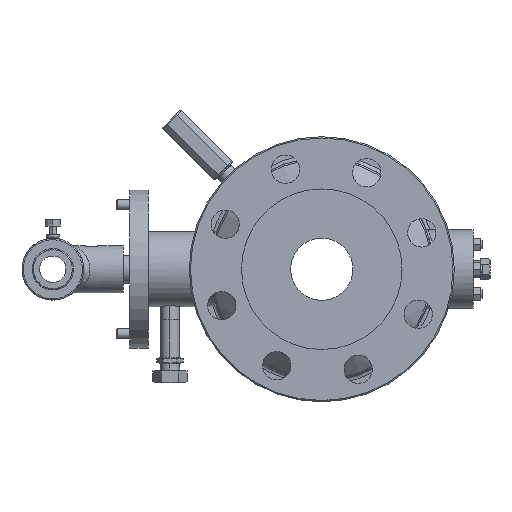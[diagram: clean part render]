
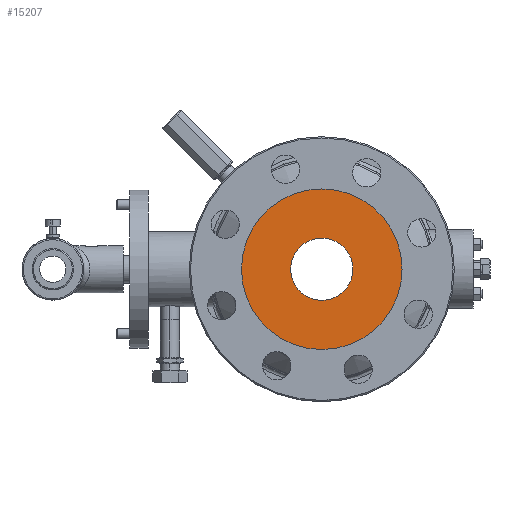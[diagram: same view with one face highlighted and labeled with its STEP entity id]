
A CAD part, left-side view. The second image highlights one B-rep face of the part: STEP entity #15207.
In plain terms, the highlighted planar face has unit normal (-1, 0, 0).
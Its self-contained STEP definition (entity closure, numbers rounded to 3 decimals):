
#531 = VERTEX_POINT ( 'NONE', #8261 ) ;
#731 = CIRCLE ( 'NONE', #17224, 24.6 ) ;
#1742 = DIRECTION ( 'NONE',  ( 0., 0., 1. ) ) ;
#1792 = CARTESIAN_POINT ( 'NONE',  ( -130.5, 0., 0. ) ) ;
#1960 = CARTESIAN_POINT ( 'NONE',  ( -130.5, 0., -63.5 ) ) ;
#4535 = DIRECTION ( 'NONE',  ( 0., 0., 1. ) ) ;
#5132 = PLANE ( 'NONE',  #9271 ) ;
#6100 = CIRCLE ( 'NONE', #20280, 63.5 ) ;
#6605 = DIRECTION ( 'NONE',  ( 0., 0., 1. ) ) ;
#6749 = CARTESIAN_POINT ( 'NONE',  ( -130.5, 0., 0. ) ) ;
#7698 = EDGE_CURVE ( 'NONE', #23876, #531, #731, .T. ) ;
#8261 = CARTESIAN_POINT ( 'NONE',  ( -130.5, 0., -24.6 ) ) ;
#8454 = VERTEX_POINT ( 'NONE', #1960 ) ;
#9271 = AXIS2_PLACEMENT_3D ( 'NONE', #21091, #11786, #27757 ) ;
#11160 = ORIENTED_EDGE ( 'NONE', *, *, #25155, .T. ) ;
#11786 = DIRECTION ( 'NONE',  ( -1., 0., 0. ) ) ;
#12299 = CIRCLE ( 'NONE', #13252, 24.6 ) ;
#12441 = EDGE_LOOP ( 'NONE', ( #14985, #22723 ) ) ;
#13252 = AXIS2_PLACEMENT_3D ( 'NONE', #1792, #17450, #28974 ) ;
#13615 = CIRCLE ( 'NONE', #21632, 63.5 ) ;
#13986 = CARTESIAN_POINT ( 'NONE',  ( -130.5, 0., 63.5 ) ) ;
#13998 = FACE_OUTER_BOUND ( 'NONE', #27880, .T. ) ;
#14985 = ORIENTED_EDGE ( 'NONE', *, *, #26992, .F. ) ;
#15112 = ORIENTED_EDGE ( 'NONE', *, *, #26011, .T. ) ;
#15207 = ADVANCED_FACE ( 'NONE', ( #13998, #23022 ), #5132, .T. ) ;
#17224 = AXIS2_PLACEMENT_3D ( 'NONE', #6749, #28796, #6605 ) ;
#17450 = DIRECTION ( 'NONE',  ( -1., 0., 0. ) ) ;
#18125 = CARTESIAN_POINT ( 'NONE',  ( -130.5, 0., 0. ) ) ;
#19946 = VERTEX_POINT ( 'NONE', #13986 ) ;
#20280 = AXIS2_PLACEMENT_3D ( 'NONE', #24188, #21975, #1742 ) ;
#21091 = CARTESIAN_POINT ( 'NONE',  ( -130.5, 0., 0. ) ) ;
#21632 = AXIS2_PLACEMENT_3D ( 'NONE', #18125, #24775, #4535 ) ;
#21975 = DIRECTION ( 'NONE',  ( -1., 0., 0. ) ) ;
#22384 = CARTESIAN_POINT ( 'NONE',  ( -130.5, 0., 24.6 ) ) ;
#22723 = ORIENTED_EDGE ( 'NONE', *, *, #7698, .F. ) ;
#23022 = FACE_BOUND ( 'NONE', #12441, .T. ) ;
#23876 = VERTEX_POINT ( 'NONE', #22384 ) ;
#24188 = CARTESIAN_POINT ( 'NONE',  ( -130.5, 0., 0. ) ) ;
#24775 = DIRECTION ( 'NONE',  ( -1., 0., 0. ) ) ;
#25155 = EDGE_CURVE ( 'NONE', #19946, #8454, #13615, .T. ) ;
#26011 = EDGE_CURVE ( 'NONE', #8454, #19946, #6100, .T. ) ;
#26992 = EDGE_CURVE ( 'NONE', #531, #23876, #12299, .T. ) ;
#27757 = DIRECTION ( 'NONE',  ( 0., 0., 1. ) ) ;
#27880 = EDGE_LOOP ( 'NONE', ( #15112, #11160 ) ) ;
#28796 = DIRECTION ( 'NONE',  ( -1., 0., 0. ) ) ;
#28974 = DIRECTION ( 'NONE',  ( 0., 0., 1. ) ) ;
